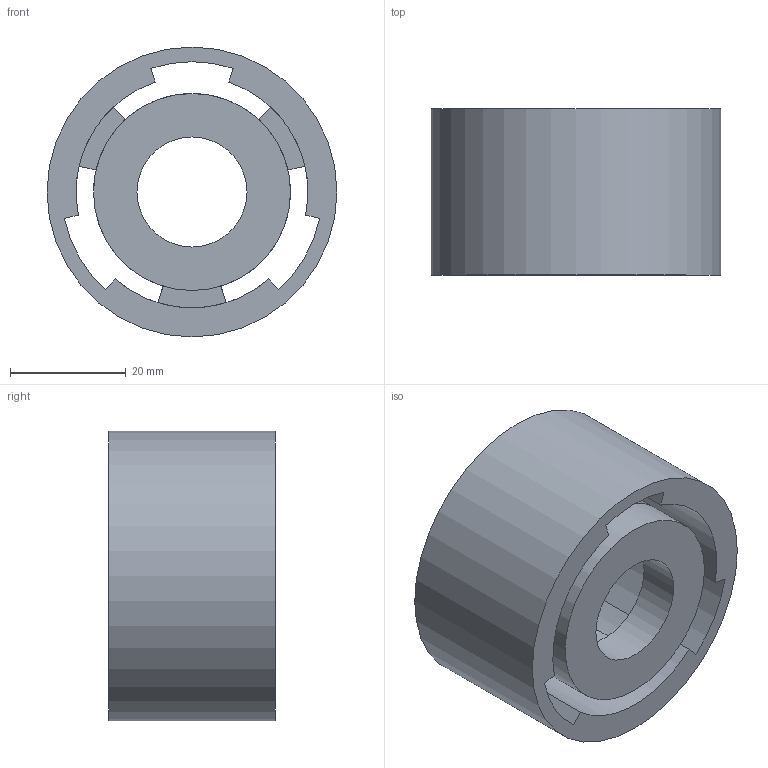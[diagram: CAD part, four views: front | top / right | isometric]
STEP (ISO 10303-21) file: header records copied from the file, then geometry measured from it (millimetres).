
FILE_DESCRIPTION(/* description */ (''),/* implementation_level */ '2;1');
FILE_NAME(/* name */ 'LatchMechTest v2.step',/* time_stamp */ '2023-09-28T22:51:12-04:00',/* author */ (''),/* organization */ (''),/* preprocessor_version */ 'ST-DEVELOPER v20',/* originating_system */ 'Autodesk Translation Framework v12.14.0.127',/* authorisation */ '');
FILE_SCHEMA (('AUTOMOTIVE_DESIGN { 1 0 10303 214 3 1 1 }'));
Length unit declared in the file: millimetre
Products named in the file (1): LatchMechTest
Bounding box: 50.05 x 28.72 x 50.05 mm (x, y, z)
Volume: 24143.4 mm3; surface area: 14433.4 mm2
Topology: 2 solids, 2 shells, 49 faces, 135 edges, 90 vertices
Faces by surface type: plane 31, cylinder 18
Full cylindrical faces by diameter (mm): 19 x1, 34 x1, 50.05 x1
Entity records: 1606 total; most frequent: DIRECTION 283, CARTESIAN_POINT 275, ORIENTED_EDGE 270, EDGE_CURVE 135, AXIS2_PLACEMENT_3D 98, VERTEX_POINT 90, LINE 87, VECTOR 87
